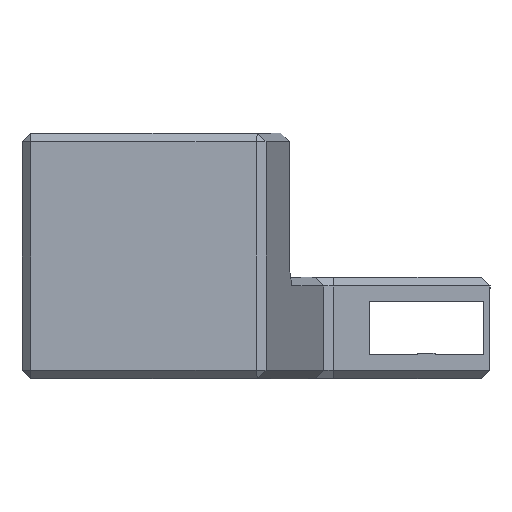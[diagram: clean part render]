
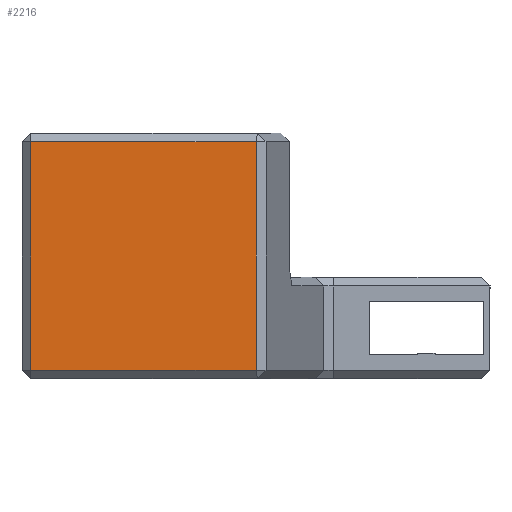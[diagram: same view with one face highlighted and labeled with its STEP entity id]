
A CAD part, left-side view. The second image highlights one B-rep face of the part: STEP entity #2216.
In plain terms, the highlighted planar face has unit normal (-1, 0, 0).
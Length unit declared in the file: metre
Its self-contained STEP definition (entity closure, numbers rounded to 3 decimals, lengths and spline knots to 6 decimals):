
#377=ORIENTED_EDGE('',*,*,#895,.T.);
#378=ORIENTED_EDGE('',*,*,#896,.T.);
#379=ORIENTED_EDGE('',*,*,#897,.T.);
#380=ORIENTED_EDGE('',*,*,#898,.T.);
#895=EDGE_CURVE('',#1157,#1158,#1367,.T.);
#896=EDGE_CURVE('',#1158,#1159,#1368,.T.);
#897=EDGE_CURVE('',#1159,#1160,#1369,.T.);
#898=EDGE_CURVE('',#1160,#1157,#1370,.T.);
#1157=VERTEX_POINT('',#3511);
#1158=VERTEX_POINT('',#3512);
#1159=VERTEX_POINT('',#3514);
#1160=VERTEX_POINT('',#3516);
#1367=LINE('',#3510,#1622);
#1368=LINE('',#3513,#1623);
#1369=LINE('',#3515,#1624);
#1370=LINE('',#3517,#1625);
#1622=VECTOR('',#2832,1.);
#1623=VECTOR('',#2833,1.);
#1624=VECTOR('',#2834,1.);
#1625=VECTOR('',#2835,1.);
#1799=EDGE_LOOP('',(#377,#378,#379,#380));
#1961=FACE_BOUND('',#1799,.T.);
#2094=PLANE('',#2390);
#2216=ADVANCED_FACE('',(#1961),#2094,.F.);
#2390=AXIS2_PLACEMENT_3D('',#3509,#2830,#2831);
#2830=DIRECTION('',(1.,0.,0.));
#2831=DIRECTION('',(0.,1.,0.));
#2832=DIRECTION('',(0.,-1.,0.));
#2833=DIRECTION('',(0.,0.,1.));
#2834=DIRECTION('',(0.,1.,0.));
#2835=DIRECTION('',(0.,0.,-1.));
#3509=CARTESIAN_POINT('',(0.068011,0.126958,-0.05205));
#3510=CARTESIAN_POINT('',(0.068011,0.10618,-0.051048));
#3511=CARTESIAN_POINT('',(0.068011,0.133437,-0.051048));
#3512=CARTESIAN_POINT('',(0.068011,0.10718,-0.051048));
#3513=CARTESIAN_POINT('',(0.068011,0.10718,-0.05205));
#3514=CARTESIAN_POINT('',(0.068011,0.10718,-0.024464));
#3515=CARTESIAN_POINT('',(0.068011,0.126958,-0.024464));
#3516=CARTESIAN_POINT('',(0.068011,0.133437,-0.024464));
#3517=CARTESIAN_POINT('',(0.068011,0.133437,-0.05205));
